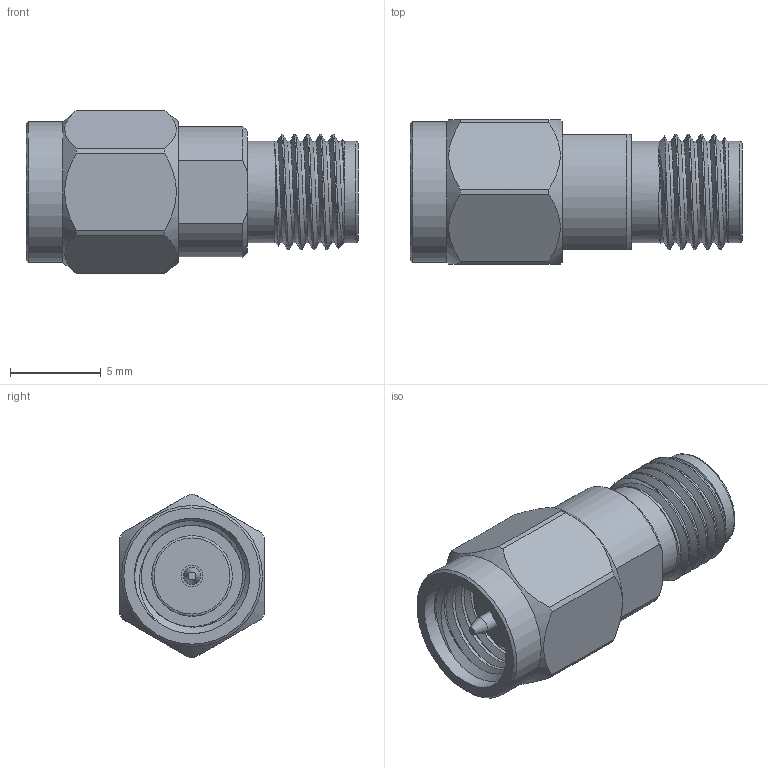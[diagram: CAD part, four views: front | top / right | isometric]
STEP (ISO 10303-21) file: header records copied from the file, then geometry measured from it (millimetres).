
FILE_DESCRIPTION (( 'STEP AP203' ), '1' );
FILE_NAME ('SM4971_3D.step', '2021-03-08T23:56:53', ( '' ), ( '' ), 'SwSTEP 2.0', 'SolidWorks 2020', '' );
FILE_SCHEMA (( 'CONFIG_CONTROL_DESIGN' ));
Length unit declared in the file: inch
Products named in the file (1): SM4971_3D
Bounding box: 18.29 x 7.94 x 8.99 mm (x, y, z)
Volume: 606.2 mm3; surface area: 771.9 mm2
Topology: 1 solids, 1 shells, 71 faces, 189 edges, 128 vertices
Faces by surface type: plane 26, cylinder 25, cone 12, bspline 7, torus 1
Full cylindrical faces by diameter (mm): 0.94 x2, 1.194 x2, 4.445 x1, 4.572 x1, 5.582 x2, 6.35 x6, 7.762 x1
Entity records: 5199 total; most frequent: CARTESIAN_POINT 3673, ORIENTED_EDGE 318, DIRECTION 258, EDGE_CURVE 159, VERTEX_POINT 121, AXIS2_PLACEMENT_3D 111, EDGE_LOOP 90, FACE_OUTER_BOUND 77
